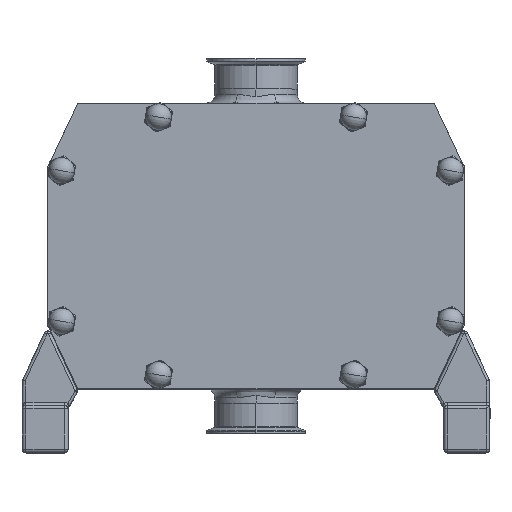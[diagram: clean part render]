
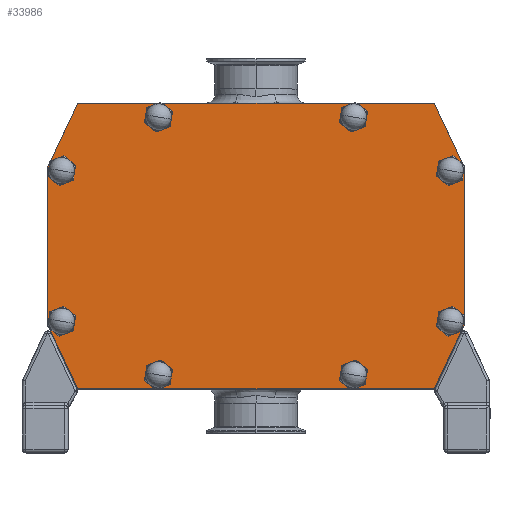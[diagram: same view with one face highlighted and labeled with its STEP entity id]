
A CAD part, top view. The second image highlights one B-rep face of the part: STEP entity #33986.
In plain terms, the highlighted planar face has unit normal (0, 0, 1).
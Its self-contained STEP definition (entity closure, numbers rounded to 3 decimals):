
#2326 = VERTEX_POINT ( 'NONE', #48779 ) ;
#4239 = DIRECTION ( 'NONE',  ( 1., 0., 0. ) ) ;
#4457 = ORIENTED_EDGE ( 'NONE', *, *, #7992, .T. ) ;
#5047 = ORIENTED_EDGE ( 'NONE', *, *, #31842, .T. ) ;
#5330 = VECTOR ( 'NONE', #11935, 1000. ) ;
#7992 = EDGE_CURVE ( 'NONE', #23810, #28152, #34099, .T. ) ;
#8016 = LINE ( 'NONE', #33497, #35267 ) ;
#9632 = ORIENTED_EDGE ( 'NONE', *, *, #36239, .T. ) ;
#11935 = DIRECTION ( 'NONE',  ( 0., 1., 0. ) ) ;
#12456 = VERTEX_POINT ( 'NONE', #28849 ) ;
#12491 = VECTOR ( 'NONE', #25206, 1000. ) ;
#13013 = FACE_OUTER_BOUND ( 'NONE', #25547, .T. ) ;
#13904 = CARTESIAN_POINT ( 'NONE',  ( -192.5, 72., 98. ) ) ;
#14103 = AXIS2_PLACEMENT_3D ( 'NONE', #24658, #23920, #43202 ) ;
#14414 = CARTESIAN_POINT ( 'NONE',  ( 164.522, -132., 98. ) ) ;
#15656 = LINE ( 'NONE', #33955, #5330 ) ;
#16523 = PLANE ( 'NONE',  #14103 ) ;
#18023 = VECTOR ( 'NONE', #30185, 1000. ) ;
#19270 = DIRECTION ( 'NONE',  ( -0.423, -0.906, 0. ) ) ;
#19358 = CARTESIAN_POINT ( 'NONE',  ( 192.5, -72., 98. ) ) ;
#20352 = VECTOR ( 'NONE', #4239, 1000. ) ;
#20883 = EDGE_CURVE ( 'NONE', #26236, #23351, #25175, .T. ) ;
#21332 = ORIENTED_EDGE ( 'NONE', *, *, #36502, .T. ) ;
#21516 = ORIENTED_EDGE ( 'NONE', *, *, #33687, .T. ) ;
#21701 = DIRECTION ( 'NONE',  ( 0.423, -0.906, 0. ) ) ;
#23067 = LINE ( 'NONE', #14414, #20352 ) ;
#23351 = VERTEX_POINT ( 'NONE', #38435 ) ;
#23810 = VERTEX_POINT ( 'NONE', #47037 ) ;
#23920 = DIRECTION ( 'NONE',  ( 0., 0., -1. ) ) ;
#24658 = CARTESIAN_POINT ( 'NONE',  ( 0., 0., 98. ) ) ;
#25175 = LINE ( 'NONE', #28140, #41475 ) ;
#25206 = DIRECTION ( 'NONE',  ( -0.423, 0.906, 0. ) ) ;
#25278 = ORIENTED_EDGE ( 'NONE', *, *, #20883, .T. ) ;
#25547 = EDGE_LOOP ( 'NONE', ( #40506, #26725, #21332, #5047, #4457, #9632, #25278, #21516 ) ) ;
#25954 = CARTESIAN_POINT ( 'NONE',  ( -192.5, 72., 98. ) ) ;
#26236 = VERTEX_POINT ( 'NONE', #46122 ) ;
#26725 = ORIENTED_EDGE ( 'NONE', *, *, #35788, .T. ) ;
#28140 = CARTESIAN_POINT ( 'NONE',  ( -192.5, -72., 98. ) ) ;
#28152 = VERTEX_POINT ( 'NONE', #13904 ) ;
#28849 = CARTESIAN_POINT ( 'NONE',  ( 192.5, 72., 98. ) ) ;
#29993 = LINE ( 'NONE', #19358, #47993 ) ;
#30153 = VERTEX_POINT ( 'NONE', #48347 ) ;
#30185 = DIRECTION ( 'NONE',  ( 0., -1., 0. ) ) ;
#30674 = LINE ( 'NONE', #45762, #18023 ) ;
#30777 = CARTESIAN_POINT ( 'NONE',  ( 192.5, -72., 98. ) ) ;
#31842 = EDGE_CURVE ( 'NONE', #2326, #23810, #8016, .T. ) ;
#33263 = DIRECTION ( 'NONE',  ( -1., 0., 0. ) ) ;
#33497 = CARTESIAN_POINT ( 'NONE',  ( 164.522, 132., 98. ) ) ;
#33687 = EDGE_CURVE ( 'NONE', #23351, #30153, #23067, .T. ) ;
#33843 = EDGE_CURVE ( 'NONE', #30153, #43034, #29993, .T. ) ;
#33944 = DIRECTION ( 'NONE',  ( 0.423, 0.906, 0. ) ) ;
#33955 = CARTESIAN_POINT ( 'NONE',  ( 192.5, 72., 98. ) ) ;
#33986 = ADVANCED_FACE ( 'NONE', ( #13013 ), #16523, .F. ) ;
#34099 = LINE ( 'NONE', #25954, #44573 ) ;
#35267 = VECTOR ( 'NONE', #33263, 1000. ) ;
#35788 = EDGE_CURVE ( 'NONE', #43034, #12456, #15656, .T. ) ;
#36239 = EDGE_CURVE ( 'NONE', #28152, #26236, #30674, .T. ) ;
#36502 = EDGE_CURVE ( 'NONE', #12456, #2326, #40768, .T. ) ;
#38435 = CARTESIAN_POINT ( 'NONE',  ( -164.522, -132., 98. ) ) ;
#40506 = ORIENTED_EDGE ( 'NONE', *, *, #33843, .T. ) ;
#40768 = LINE ( 'NONE', #43991, #12491 ) ;
#41475 = VECTOR ( 'NONE', #21701, 1000. ) ;
#43034 = VERTEX_POINT ( 'NONE', #30777 ) ;
#43202 = DIRECTION ( 'NONE',  ( 0., 1., 0. ) ) ;
#43991 = CARTESIAN_POINT ( 'NONE',  ( 192.5, 72., 98. ) ) ;
#44573 = VECTOR ( 'NONE', #19270, 1000. ) ;
#45762 = CARTESIAN_POINT ( 'NONE',  ( -192.5, 72., 98. ) ) ;
#46122 = CARTESIAN_POINT ( 'NONE',  ( -192.5, -72., 98. ) ) ;
#47037 = CARTESIAN_POINT ( 'NONE',  ( -164.522, 132., 98. ) ) ;
#47993 = VECTOR ( 'NONE', #33944, 1000. ) ;
#48347 = CARTESIAN_POINT ( 'NONE',  ( 164.522, -132., 98. ) ) ;
#48779 = CARTESIAN_POINT ( 'NONE',  ( 164.522, 132., 98. ) ) ;
